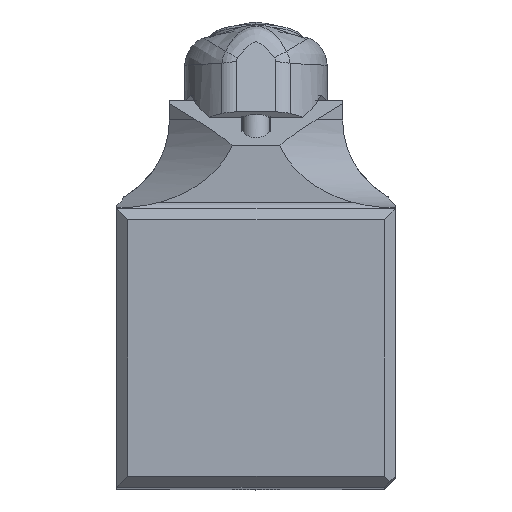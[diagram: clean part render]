
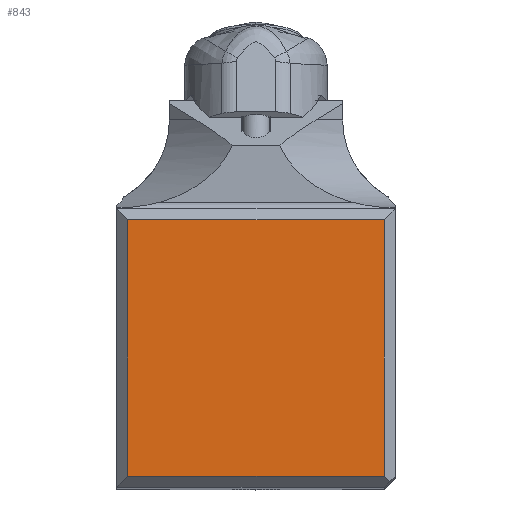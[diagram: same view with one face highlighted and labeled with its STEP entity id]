
A CAD part, top view. The second image highlights one B-rep face of the part: STEP entity #843.
In plain terms, the highlighted planar face has unit normal (0, 0, 1).
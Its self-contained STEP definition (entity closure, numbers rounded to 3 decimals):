
#563=FACE_OUTER_BOUND('',#1253,.T.);
#843=ADVANCED_FACE('',(#563),#1129,.T.);
#1129=PLANE('',#5616);
#1253=EDGE_LOOP('',(#1662,#1663,#1664,#1665));
#1662=ORIENTED_EDGE('',*,*,#3851,.F.);
#1663=ORIENTED_EDGE('',*,*,#3856,.T.);
#1664=ORIENTED_EDGE('',*,*,#3857,.T.);
#1665=ORIENTED_EDGE('',*,*,#3855,.F.);
#3278=VERTEX_POINT('',#7644);
#3279=VERTEX_POINT('',#7646);
#3280=VERTEX_POINT('',#7650);
#3282=VERTEX_POINT('',#7656);
#3851=EDGE_CURVE('',#3278,#3279,#4988,.T.);
#3855=EDGE_CURVE('',#3279,#3280,#4992,.T.);
#3856=EDGE_CURVE('',#3278,#3282,#4993,.T.);
#3857=EDGE_CURVE('',#3282,#3280,#4994,.T.);
#4988=LINE('',#7645,#5269);
#4992=LINE('',#7653,#5273);
#4993=LINE('',#7655,#5274);
#4994=LINE('',#7657,#5275);
#5269=VECTOR('',#6272,1.);
#5273=VECTOR('',#6278,1.);
#5274=VECTOR('',#6281,1.);
#5275=VECTOR('',#6282,1.);
#5616=AXIS2_PLACEMENT_3D('',#7658,#6283,#6284);
#6272=DIRECTION('',(-1.,0.,0.));
#6278=DIRECTION('',(0.,1.,0.));
#6281=DIRECTION('',(0.,1.,0.));
#6282=DIRECTION('',(-1.,0.,0.));
#6283=DIRECTION('',(0.,0.,1.));
#6284=DIRECTION('',(-1.,0.,0.));
#7644=CARTESIAN_POINT('',(-1.,1.,0.));
#7645=CARTESIAN_POINT('',(-1.,1.,0.));
#7646=CARTESIAN_POINT('',(-24.4,1.,0.));
#7650=CARTESIAN_POINT('',(-24.4,24.4,0.));
#7653=CARTESIAN_POINT('',(-24.4,1.,0.));
#7655=CARTESIAN_POINT('',(-1.,1.,0.));
#7656=CARTESIAN_POINT('',(-1.,24.4,0.));
#7657=CARTESIAN_POINT('',(-1.,24.4,0.));
#7658=CARTESIAN_POINT('',(-12.7,12.7,0.));
